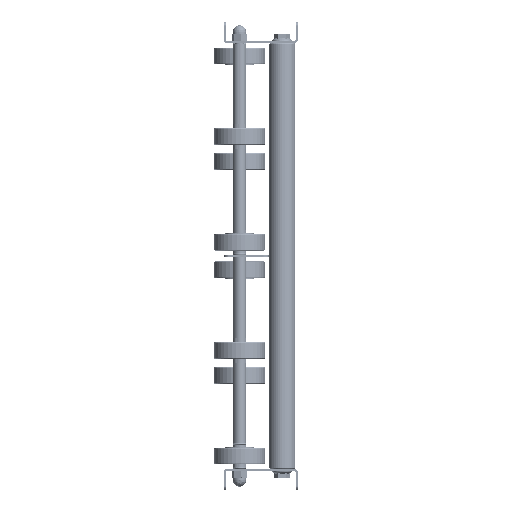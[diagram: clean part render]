
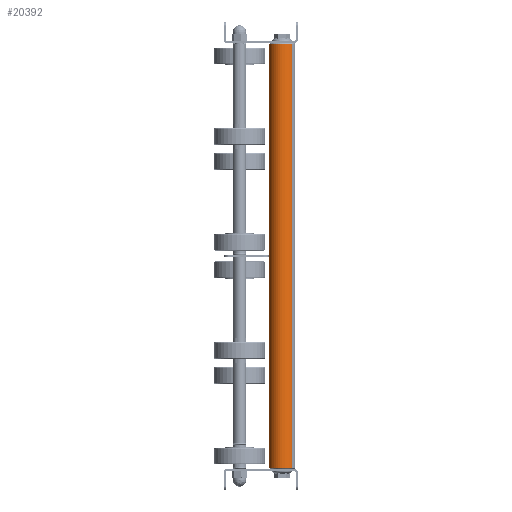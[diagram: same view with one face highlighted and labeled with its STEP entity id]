
A CAD part, left-side view. The second image highlights one B-rep face of the part: STEP entity #20392.
In plain terms, the highlighted cylindrical face has radius 12.5 mm (diameter 25 mm), a partial arc.
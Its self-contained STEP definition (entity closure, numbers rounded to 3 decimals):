
#117 = CARTESIAN_POINT ( 'NONE',  ( 399., 0., -12.5 ) ) ;
#445 = EDGE_CURVE ( 'NONE', #5858, #3904, #9848, .T. ) ;
#1157 = ORIENTED_EDGE ( 'NONE', *, *, #445, .T. ) ;
#2071 = ORIENTED_EDGE ( 'NONE', *, *, #21884, .F. ) ;
#3904 = VERTEX_POINT ( 'NONE', #8863 ) ;
#4330 = CARTESIAN_POINT ( 'NONE',  ( 1., 0., 12.5 ) ) ;
#4591 = AXIS2_PLACEMENT_3D ( 'NONE', #35483, #36030, #13688 ) ;
#5858 = VERTEX_POINT ( 'NONE', #117 ) ;
#6850 = VECTOR ( 'NONE', #11432, 1000. ) ;
#8147 = LINE ( 'NONE', #14181, #6850 ) ;
#8336 = CYLINDRICAL_SURFACE ( 'NONE', #35983, 12.5 ) ;
#8514 = DIRECTION ( 'NONE',  ( 0., 0., 1. ) ) ;
#8863 = CARTESIAN_POINT ( 'NONE',  ( 399., 0., 12.5 ) ) ;
#9225 = DIRECTION ( 'NONE',  ( 0., 0., -1. ) ) ;
#9848 = CIRCLE ( 'NONE', #4591, 12.5 ) ;
#9866 = VERTEX_POINT ( 'NONE', #4330 ) ;
#11432 = DIRECTION ( 'NONE',  ( -1., 0., 0. ) ) ;
#11805 = VECTOR ( 'NONE', #23979, 1000. ) ;
#12345 = CARTESIAN_POINT ( 'NONE',  ( 1., 0., 0. ) ) ;
#13330 = CIRCLE ( 'NONE', #25010, 12.5 ) ;
#13688 = DIRECTION ( 'NONE',  ( 0., 0., -1. ) ) ;
#14181 = CARTESIAN_POINT ( 'NONE',  ( 400., 0., -12.5 ) ) ;
#14780 = EDGE_CURVE ( 'NONE', #3904, #9866, #32577, .T. ) ;
#17407 = ORIENTED_EDGE ( 'NONE', *, *, #23458, .T. ) ;
#17832 = DIRECTION ( 'NONE',  ( 1., 0., 0. ) ) ;
#19877 = FACE_OUTER_BOUND ( 'NONE', #27564, .T. ) ;
#20392 = ADVANCED_FACE ( 'NONE', ( #19877 ), #8336, .T. ) ;
#21290 = ORIENTED_EDGE ( 'NONE', *, *, #14780, .T. ) ;
#21884 = EDGE_CURVE ( 'NONE', #5858, #34017, #8147, .T. ) ;
#23458 = EDGE_CURVE ( 'NONE', #9866, #34017, #13330, .T. ) ;
#23979 = DIRECTION ( 'NONE',  ( -1., 0., 0. ) ) ;
#25010 = AXIS2_PLACEMENT_3D ( 'NONE', #12345, #17832, #9225 ) ;
#27564 = EDGE_LOOP ( 'NONE', ( #2071, #1157, #21290, #17407 ) ) ;
#28240 = CARTESIAN_POINT ( 'NONE',  ( 1., 0., -12.5 ) ) ;
#29305 = CARTESIAN_POINT ( 'NONE',  ( 400., 0., 12.5 ) ) ;
#31038 = DIRECTION ( 'NONE',  ( -1., 0., 0. ) ) ;
#32577 = LINE ( 'NONE', #29305, #11805 ) ;
#33596 = CARTESIAN_POINT ( 'NONE',  ( 400., 0., 0. ) ) ;
#34017 = VERTEX_POINT ( 'NONE', #28240 ) ;
#35483 = CARTESIAN_POINT ( 'NONE',  ( 399., 0., 0. ) ) ;
#35983 = AXIS2_PLACEMENT_3D ( 'NONE', #33596, #31038, #8514 ) ;
#36030 = DIRECTION ( 'NONE',  ( -1., 0., 0. ) ) ;
